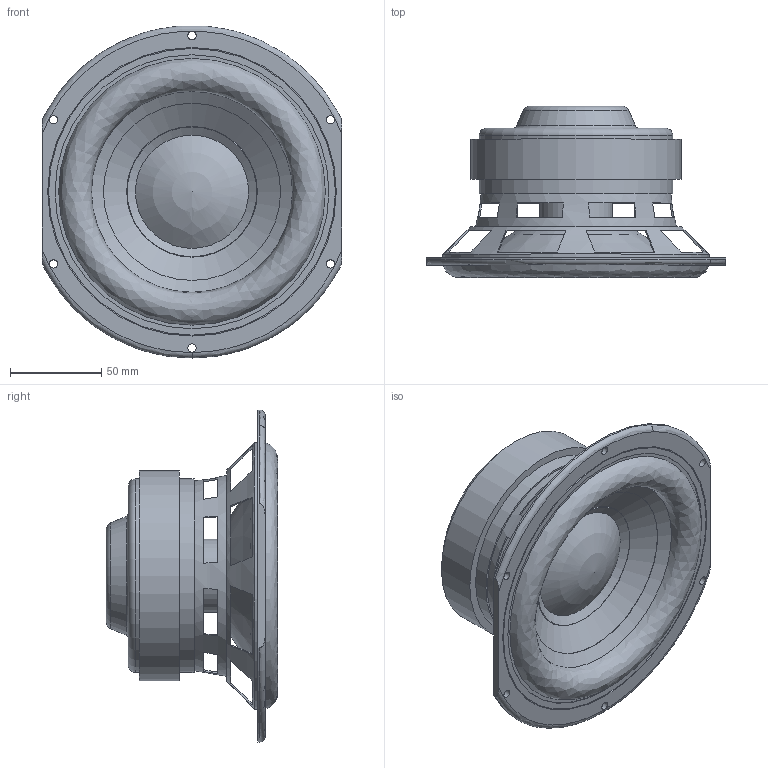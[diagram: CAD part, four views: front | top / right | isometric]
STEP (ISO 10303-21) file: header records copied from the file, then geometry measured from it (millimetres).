
FILE_DESCRIPTION(('FreeCAD Model'),'2;1');
FILE_NAME('Peerless_SLS-P830946.step','2021-07-19T16:55:19',('Author'), (''),'Open CASCADE STEP processor 7.3','FreeCAD','Unknown');
FILE_SCHEMA(('AUTOMOTIVE_DESIGN { 1 0 10303 214 1 1 1 1 }'));
Length unit declared in the file: millimetre
Products named in the file (1): Peerless_SLS-P830946
Bounding box: 164 x 93.8 x 181.78 mm (x, y, z)
Volume: 450104.9 mm3; surface area: 202111 mm2
Topology: 9 solids, 9 shells, 145 faces, 343 edges, 221 vertices
Faces by surface type: plane 89, cylinder 26, cone 18, torus 8, revolution 2, sphere 2
Full cylindrical faces by diameter (mm): 4.5 x6, 36 x1, 38 x1, 39 x1, 40 x2, 41 x1, 44 x1, 50 x1, 106 x2, 114 x1, 115 x1, 144 x1, 146 x1, 150 x1, 157 x1, 158 x1
Entity records: 10838 total; most frequent: CARTESIAN_POINT 2920, DIRECTION 1338, ORIENTED_EDGE 682, PCURVE 682, DEFINITIONAL_REPRESENTATION 682, LINE 536, VECTOR 536, AXIS2_PLACEMENT_3D 369
